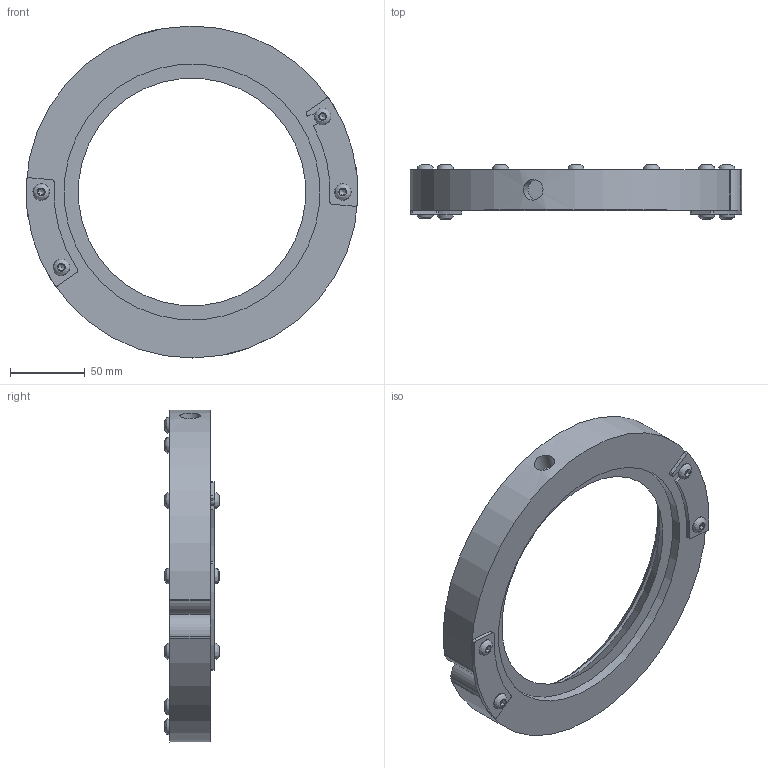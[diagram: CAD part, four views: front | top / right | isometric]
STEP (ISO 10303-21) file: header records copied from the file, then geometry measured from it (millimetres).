
FILE_DESCRIPTION((''),'2;1');
FILE_NAME('2436-3D.stp','2010-06-03T15:59:52',('michael witt'),(''),'Autodesk Inventor 2010','Autodesk Inventor 2010','');
FILE_SCHEMA(('AUTOMOTIVE_DESIGN { 1 0 10303 214 1 1 1 1 }'));
Length unit declared in the file: inch
Products named in the file (20): Assembly7; Part246; Part248; Part250; Part252; Part254; Part256; Part258; Part260; Part262; Part264; Part266; Part268; Part270; Part272; Part274; Part276; Part278; Part280; Part282
Assembly tree (19 placements, depth 2):
  Assembly7
    Part246
    Part248
    Part250
    Part252
    Part254
    Part256
    Part258
    Part260
    Part262
    Part264
    Part266
    Part268
    Part270
    Part272
    Part274
    Part276
    Part278
    Part280
    Part282
Bounding box: 222.15 x 36.37 x 222.25 mm (x, y, z)
Volume: 444924.8 mm3; surface area: 86057.3 mm2
Topology: 19 solids, 19 shells, 274 faces, 605 edges, 388 vertices
Faces by surface type: plane 161, cylinder 61, cone 34, bspline 18
Full cylindrical faces by diameter (mm): 6.35 x16, 7.112 x3, 11.1 x16, 13.716 x2, 171.45 x1, 173.812 x1
Entity records: 8132 total; most frequent: CARTESIAN_POINT 2171, DIRECTION 1144, ORIENTED_EDGE 988, EDGE_CURVE 494, AXIS2_PLACEMENT_3D 453, EDGE_LOOP 396, VERTEX_POINT 368, FACE_OUTER_BOUND 274
